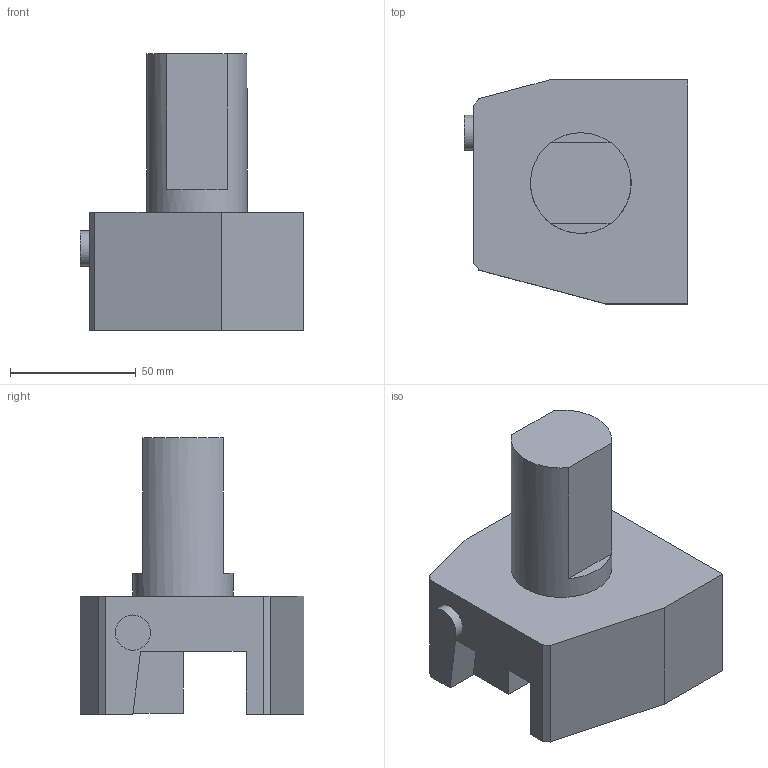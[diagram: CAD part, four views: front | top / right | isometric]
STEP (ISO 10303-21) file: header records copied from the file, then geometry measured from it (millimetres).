
FILE_DESCRIPTION(/* description */ (''),/* implementation_level */ '2;1');
FILE_NAME(/* name */ 'ASHA-L-VDI40-25-JETI.stp',/* time_stamp */ '2017-10-30T09:59:06+05:00',/* author */ (''),/* organization */ (''),/* preprocessor_version */ 'ST-DEVELOPER v15',/* originating_system */ 'SIEMENS PLM Software NX 8.5',/* authorisation */ '');
FILE_SCHEMA (('AUTOMOTIVE_DESIGN { 1 0 10303 214 3 1 1 1 }'));
Length unit declared in the file: millimetre
Products named in the file (1): inpu0F8CEE5Am84v
Bounding box: 88.85 x 89 x 110 mm (x, y, z)
Volume: 341486.4 mm3; surface area: 42870.7 mm2
Topology: 2 solids, 2 shells, 35 faces, 91 edges, 62 vertices
Faces by surface type: plane 33, cylinder 2
Full cylindrical faces by diameter (mm): 14 x1, 40 x1
Entity records: 1087 total; most frequent: CARTESIAN_POINT 184, ORIENTED_EDGE 174, DIRECTION 168, EDGE_CURVE 87, LINE 80, VECTOR 80, VERTEX_POINT 59, AXIS2_PLACEMENT_3D 44
